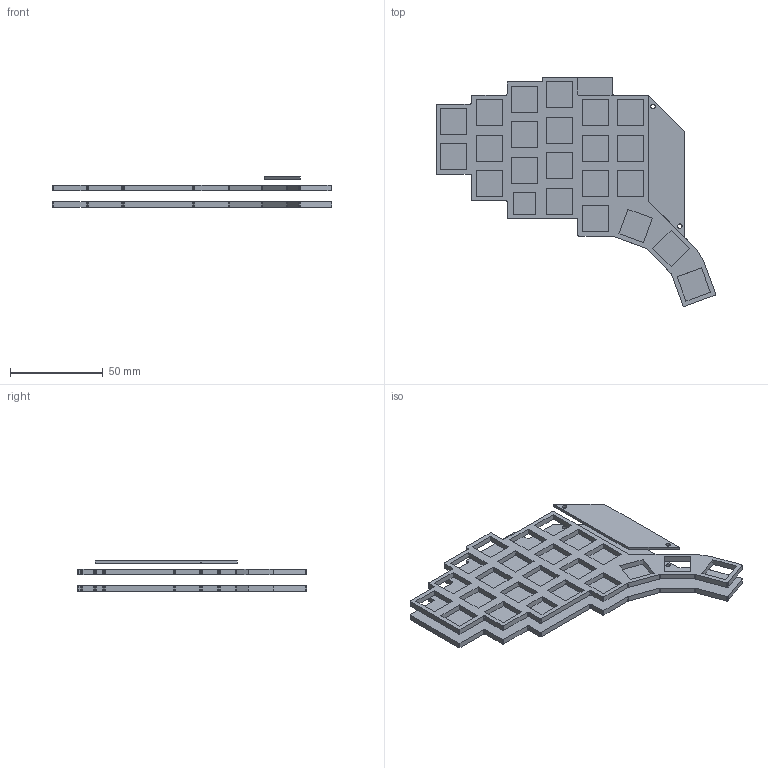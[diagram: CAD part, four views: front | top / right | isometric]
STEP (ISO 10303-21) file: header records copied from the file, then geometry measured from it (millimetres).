
FILE_DESCRIPTION(/* description */ (''),/* implementation_level */ '2;1');
FILE_NAME(/* name */ 'plate.step',/* time_stamp */ '2022-09-14T00:27:38-05:00',/* author */ (''),/* organization */ (''),/* preprocessor_version */ 'ST-DEVELOPER v19',/* originating_system */ 'Autodesk Translation Framework v11.7.0.108',/* authorisation */ '');
FILE_SCHEMA (('AUTOMOTIVE_DESIGN { 1 0 10303 214 3 1 1 }'));
Length unit declared in the file: millimetre
Products named in the file (3): FusionComponent; Component2; Component3
Assembly tree (2 placements, depth 2):
  FusionComponent
    Component2
    Component3
Bounding box: 150.43 x 123.3 x 16.5 mm (x, y, z)
Volume: 43324.1 mm3; surface area: 37114.8 mm2
Topology: 3 solids, 3 shells, 525 faces, 1557 edges, 1038 vertices
Faces by surface type: plane 515, cylinder 10
Full cylindrical faces by diameter (mm): 2.4 x4
Entity records: 17426 total; most frequent: CARTESIAN_POINT 3125, ORIENTED_EDGE 3114, DIRECTION 2637, EDGE_CURVE 1557, LINE 1537, VECTOR 1537, VERTEX_POINT 1038, EDGE_LOOP 579
